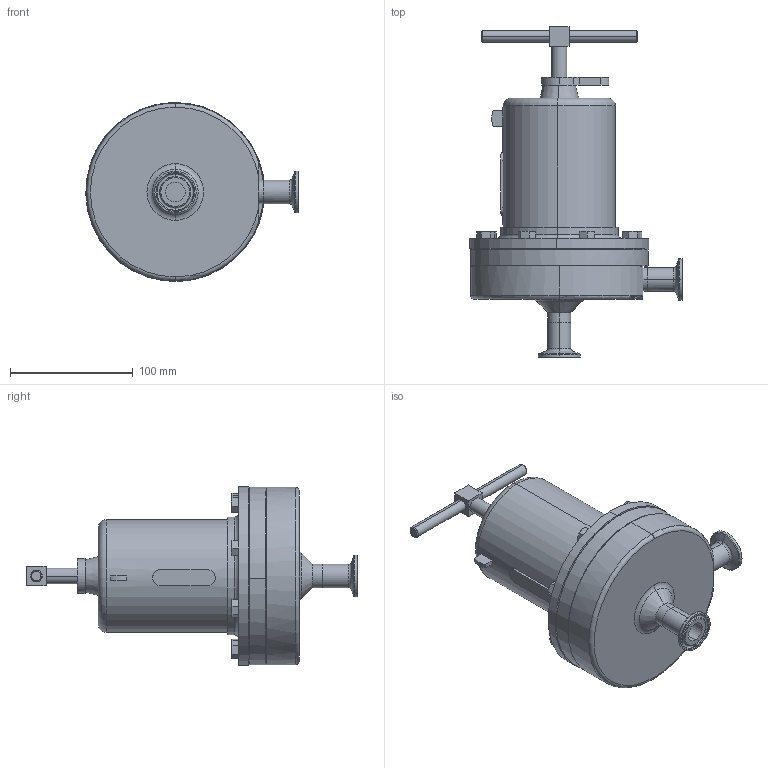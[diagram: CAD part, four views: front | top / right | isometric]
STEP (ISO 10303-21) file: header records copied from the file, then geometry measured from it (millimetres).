
FILE_DESCRIPTION (( 'STEP AP203' ), '1' );
FILE_NAME ('96D-15.STEP', '2017-06-06T20:39:44', ( '' ), ( '' ), 'SwSTEP 2.0', 'SolidWorks 2014', '' );
FILE_SCHEMA (( 'CONFIG_CONTROL_DESIGN' ));
Length unit declared in the file: inch
Products named in the file (2): 96D-15
Bounding box: 173.24 x 269.74 x 145.98 mm (x, y, z)
Volume: 1625597 mm3; surface area: 120028.2 mm2
Topology: 1 solids, 1 shells, 256 faces, 583 edges, 355 vertices
Faces by surface type: plane 94, cone 72, cylinder 61, torus 29
Entity records: 7841 total; most frequent: CARTESIAN_POINT 1904, DIRECTION 1248, ORIENTED_EDGE 1166, EDGE_CURVE 583, AXIS2_PLACEMENT_3D 511, VERTEX_POINT 355, EDGE_LOOP 298, FACE_OUTER_BOUND 256
